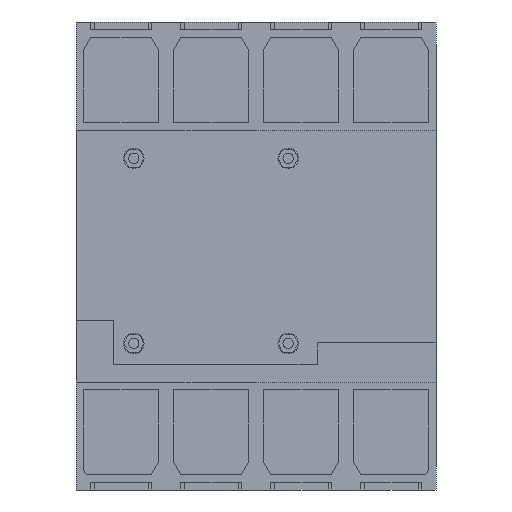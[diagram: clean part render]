
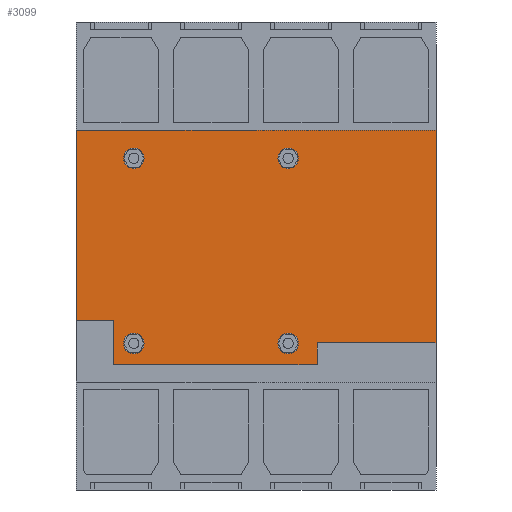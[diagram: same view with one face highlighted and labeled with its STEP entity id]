
A CAD part, front view. The second image highlights one B-rep face of the part: STEP entity #3099.
In plain terms, the highlighted planar face has unit normal (0, -1, 0).
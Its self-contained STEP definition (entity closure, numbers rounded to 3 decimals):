
#2982=AXIS2_PLACEMENT_3D('Plane Axis2P3D',#2979,#2980,#2981) ;
#3029=AXIS2_PLACEMENT_3D('Circle Axis2P3D',#3027,#3028,$) ;
#3038=AXIS2_PLACEMENT_3D('Circle Axis2P3D',#3036,#3037,$) ;
#3047=AXIS2_PLACEMENT_3D('Circle Axis2P3D',#3045,#3046,$) ;
#3056=AXIS2_PLACEMENT_3D('Circle Axis2P3D',#3054,#3055,$) ;
#3065=AXIS2_PLACEMENT_3D('Circle Axis2P3D',#3063,#3064,$) ;
#3074=AXIS2_PLACEMENT_3D('Circle Axis2P3D',#3072,#3073,$) ;
#3083=AXIS2_PLACEMENT_3D('Circle Axis2P3D',#3081,#3082,$) ;
#3092=AXIS2_PLACEMENT_3D('Circle Axis2P3D',#3090,#3091,$) ;
#2314=CARTESIAN_POINT('Vertex',(87.5,1.,49.)) ;
#2317=CARTESIAN_POINT('Line Origine',(87.5,1.,7.625)) ;
#2321=CARTESIAN_POINT('Vertex',(87.5,1.,-33.75)) ;
#2398=CARTESIAN_POINT('Vertex',(-52.5,1.,-25.)) ;
#2401=CARTESIAN_POINT('Line Origine',(-52.5,1.,12.)) ;
#2405=CARTESIAN_POINT('Vertex',(-52.5,1.,49.)) ;
#2955=CARTESIAN_POINT('Line Origine',(17.5,1.,49.)) ;
#2979=CARTESIAN_POINT('Axis2P3D Location',(0.,1.,-42.25)) ;
#2984=CARTESIAN_POINT('Line Origine',(1.625,1.,-42.25)) ;
#2988=CARTESIAN_POINT('Vertex',(41.25,1.,-42.25)) ;
#2990=CARTESIAN_POINT('Vertex',(-38.,1.,-42.25)) ;
#2993=CARTESIAN_POINT('Line Origine',(41.25,1.,-38.)) ;
#2997=CARTESIAN_POINT('Vertex',(41.25,1.,-33.75)) ;
#3000=CARTESIAN_POINT('Line Origine',(64.375,1.,-33.75)) ;
#3005=CARTESIAN_POINT('Line Origine',(-45.25,1.,-25.)) ;
#3009=CARTESIAN_POINT('Vertex',(-38.,1.,-25.)) ;
#3012=CARTESIAN_POINT('Line Origine',(-38.,1.,-33.625)) ;
#3027=CARTESIAN_POINT('Axis2P3D Location',(30.,1.,38.)) ;
#3031=CARTESIAN_POINT('Vertex',(34.,1.,38.)) ;
#3033=CARTESIAN_POINT('Vertex',(26.,1.,38.)) ;
#3036=CARTESIAN_POINT('Axis2P3D Location',(30.,1.,38.)) ;
#3045=CARTESIAN_POINT('Axis2P3D Location',(-30.,1.,38.)) ;
#3049=CARTESIAN_POINT('Vertex',(-26.,1.,38.)) ;
#3051=CARTESIAN_POINT('Vertex',(-34.,1.,38.)) ;
#3054=CARTESIAN_POINT('Axis2P3D Location',(-30.,1.,38.)) ;
#3063=CARTESIAN_POINT('Axis2P3D Location',(-30.,1.,-34.)) ;
#3067=CARTESIAN_POINT('Vertex',(-26.,1.,-34.)) ;
#3069=CARTESIAN_POINT('Vertex',(-34.,1.,-34.)) ;
#3072=CARTESIAN_POINT('Axis2P3D Location',(-30.,1.,-34.)) ;
#3081=CARTESIAN_POINT('Axis2P3D Location',(30.,1.,-34.)) ;
#3085=CARTESIAN_POINT('Vertex',(34.,1.,-34.)) ;
#3087=CARTESIAN_POINT('Vertex',(26.,1.,-34.)) ;
#3090=CARTESIAN_POINT('Axis2P3D Location',(30.,1.,-34.)) ;
#2318=DIRECTION('Vector Direction',(0.,0.,1.)) ;
#2402=DIRECTION('Vector Direction',(0.,0.,1.)) ;
#2956=DIRECTION('Vector Direction',(-1.,0.,0.)) ;
#2980=DIRECTION('Axis2P3D Direction',(0.,-1.,0.)) ;
#2981=DIRECTION('Axis2P3D XDirection',(0.,0.,1.)) ;
#2985=DIRECTION('Vector Direction',(-1.,0.,0.)) ;
#2994=DIRECTION('Vector Direction',(0.,0.,1.)) ;
#3001=DIRECTION('Vector Direction',(-1.,0.,0.)) ;
#3006=DIRECTION('Vector Direction',(1.,0.,0.)) ;
#3013=DIRECTION('Vector Direction',(0.,0.,1.)) ;
#3028=DIRECTION('Axis2P3D Direction',(0.,-1.,0.)) ;
#3037=DIRECTION('Axis2P3D Direction',(0.,-1.,0.)) ;
#3046=DIRECTION('Axis2P3D Direction',(0.,-1.,0.)) ;
#3055=DIRECTION('Axis2P3D Direction',(0.,-1.,0.)) ;
#3064=DIRECTION('Axis2P3D Direction',(0.,-1.,0.)) ;
#3073=DIRECTION('Axis2P3D Direction',(0.,-1.,0.)) ;
#3082=DIRECTION('Axis2P3D Direction',(0.,-1.,0.)) ;
#3091=DIRECTION('Axis2P3D Direction',(0.,-1.,0.)) ;
#2319=VECTOR('Line Direction',#2318,1.) ;
#2403=VECTOR('Line Direction',#2402,1.) ;
#2957=VECTOR('Line Direction',#2956,1.) ;
#2986=VECTOR('Line Direction',#2985,1.) ;
#2995=VECTOR('Line Direction',#2994,1.) ;
#3002=VECTOR('Line Direction',#3001,1.) ;
#3007=VECTOR('Line Direction',#3006,1.) ;
#3014=VECTOR('Line Direction',#3013,1.) ;
#3018=ORIENTED_EDGE('',*,*,#2992,.F.) ;
#3019=ORIENTED_EDGE('',*,*,#2999,.T.) ;
#3020=ORIENTED_EDGE('',*,*,#3004,.F.) ;
#3021=ORIENTED_EDGE('',*,*,#2323,.F.) ;
#3022=ORIENTED_EDGE('',*,*,#2959,.T.) ;
#3023=ORIENTED_EDGE('',*,*,#2407,.T.) ;
#3024=ORIENTED_EDGE('',*,*,#3011,.T.) ;
#3025=ORIENTED_EDGE('',*,*,#3016,.F.) ;
#3042=ORIENTED_EDGE('',*,*,#3035,.F.) ;
#3043=ORIENTED_EDGE('',*,*,#3040,.F.) ;
#3060=ORIENTED_EDGE('',*,*,#3053,.F.) ;
#3061=ORIENTED_EDGE('',*,*,#3058,.F.) ;
#3078=ORIENTED_EDGE('',*,*,#3071,.F.) ;
#3079=ORIENTED_EDGE('',*,*,#3076,.F.) ;
#3096=ORIENTED_EDGE('',*,*,#3089,.F.) ;
#3097=ORIENTED_EDGE('',*,*,#3094,.F.) ;
#3044=FACE_BOUND('',#3041,.T.) ;
#3062=FACE_BOUND('',#3059,.T.) ;
#3080=FACE_BOUND('',#3077,.T.) ;
#3098=FACE_BOUND('',#3095,.T.) ;
#3099=ADVANCED_FACE('Interruttore base XT4_4p_Plug-in Fixing 70mm (parte fissa)',(#3026,#3044,#3062,#3080,#3098),#2983,.T.) ;
#3030=CIRCLE('generated circle',#3029,4.) ;
#3039=CIRCLE('generated circle',#3038,4.) ;
#3048=CIRCLE('generated circle',#3047,4.) ;
#3057=CIRCLE('generated circle',#3056,4.) ;
#3066=CIRCLE('generated circle',#3065,4.) ;
#3075=CIRCLE('generated circle',#3074,4.) ;
#3084=CIRCLE('generated circle',#3083,4.) ;
#3093=CIRCLE('generated circle',#3092,4.) ;
#2323=EDGE_CURVE('',#2315,#2322,#2320,.F.) ;
#2407=EDGE_CURVE('',#2406,#2399,#2404,.F.) ;
#2959=EDGE_CURVE('',#2315,#2406,#2958,.T.) ;
#2992=EDGE_CURVE('',#2989,#2991,#2987,.T.) ;
#2999=EDGE_CURVE('',#2989,#2998,#2996,.T.) ;
#3004=EDGE_CURVE('',#2322,#2998,#3003,.T.) ;
#3011=EDGE_CURVE('',#2399,#3010,#3008,.T.) ;
#3016=EDGE_CURVE('',#2991,#3010,#3015,.T.) ;
#3035=EDGE_CURVE('',#3032,#3034,#3030,.T.) ;
#3040=EDGE_CURVE('',#3034,#3032,#3039,.T.) ;
#3053=EDGE_CURVE('',#3050,#3052,#3048,.T.) ;
#3058=EDGE_CURVE('',#3052,#3050,#3057,.T.) ;
#3071=EDGE_CURVE('',#3068,#3070,#3066,.T.) ;
#3076=EDGE_CURVE('',#3070,#3068,#3075,.T.) ;
#3089=EDGE_CURVE('',#3086,#3088,#3084,.T.) ;
#3094=EDGE_CURVE('',#3088,#3086,#3093,.T.) ;
#3017=EDGE_LOOP('',(#3018,#3019,#3020,#3021,#3022,#3023,#3024,#3025)) ;
#3041=EDGE_LOOP('',(#3042,#3043)) ;
#3059=EDGE_LOOP('',(#3060,#3061)) ;
#3077=EDGE_LOOP('',(#3078,#3079)) ;
#3095=EDGE_LOOP('',(#3096,#3097)) ;
#3026=FACE_OUTER_BOUND('',#3017,.T.) ;
#2320=LINE('Line',#2317,#2319) ;
#2404=LINE('Line',#2401,#2403) ;
#2958=LINE('Line',#2955,#2957) ;
#2987=LINE('Line',#2984,#2986) ;
#2996=LINE('Line',#2993,#2995) ;
#3003=LINE('Line',#3000,#3002) ;
#3008=LINE('Line',#3005,#3007) ;
#3015=LINE('Line',#3012,#3014) ;
#2983=PLANE('',#2982) ;
#2315=VERTEX_POINT('',#2314) ;
#2322=VERTEX_POINT('',#2321) ;
#2399=VERTEX_POINT('',#2398) ;
#2406=VERTEX_POINT('',#2405) ;
#2989=VERTEX_POINT('',#2988) ;
#2991=VERTEX_POINT('',#2990) ;
#2998=VERTEX_POINT('',#2997) ;
#3010=VERTEX_POINT('',#3009) ;
#3032=VERTEX_POINT('',#3031) ;
#3034=VERTEX_POINT('',#3033) ;
#3050=VERTEX_POINT('',#3049) ;
#3052=VERTEX_POINT('',#3051) ;
#3068=VERTEX_POINT('',#3067) ;
#3070=VERTEX_POINT('',#3069) ;
#3086=VERTEX_POINT('',#3085) ;
#3088=VERTEX_POINT('',#3087) ;
